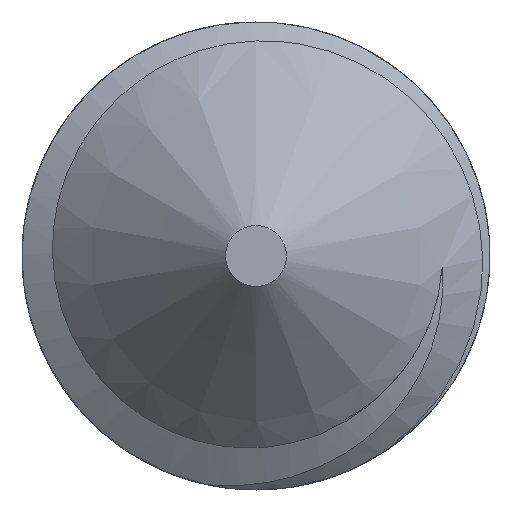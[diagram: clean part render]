
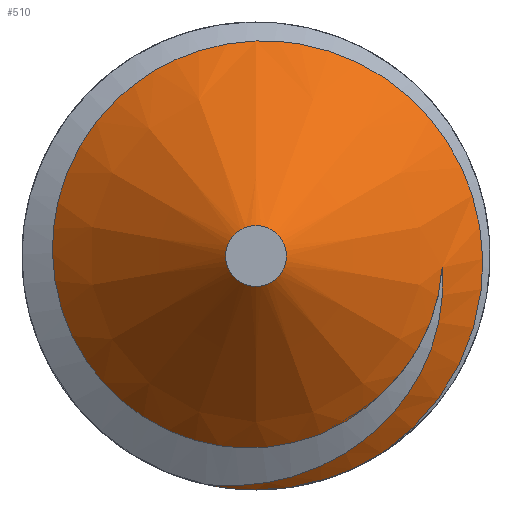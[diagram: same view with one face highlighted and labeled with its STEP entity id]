
A CAD part, left-side view. The second image highlights one B-rep face of the part: STEP entity #510.
In plain terms, the highlighted conical face has half-angle 45 degrees and reference radius 0.52 mm.
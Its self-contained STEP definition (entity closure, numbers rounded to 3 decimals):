
#50=CONICAL_SURFACE('',#570,0.52,0.785);
#67=FACE_OUTER_BOUND('',#101,.T.);
#101=EDGE_LOOP('',(#385,#386,#387,#388,#389,#390,#391,#392,#393));
#126=CIRCLE('',#556,4.);
#135=CIRCLE('',#569,4.);
#136=CIRCLE('',#571,0.52);
#137=CIRCLE('',#572,3.188);
#160=B_SPLINE_CURVE_WITH_KNOTS('',3,(#1311,#1312,#1313,#1314,#1315,#1316,
#1317,#1318,#1319,#1320,#1321,#1322,#1323,#1324,#1325,#1326,#1327,#1328),
 .UNSPECIFIED.,.F.,.F.,(4,2,2,2,2,2,2,2,4),(-5.719,-5.348,
-4.981,-4.387,-3.838,-3.354,
-2.911,-2.523,-2.365),.UNSPECIFIED.);
#161=B_SPLINE_CURVE_WITH_KNOTS('',3,(#1333,#1334,#1335,#1336,#1337,#1338,
#1339,#1340,#1341,#1342,#1343,#1344,#1345,#1346,#1347,#1348,#1349,#1350,
#1351,#1352,#1353,#1354,#1355,#1356,#1357,#1358),.UNSPECIFIED.,.F.,.F.,
(4,2,2,2,2,2,2,2,2,2,2,2,4),(-2.365,-2.334,-1.969,
-1.776,-1.439,-1.152,-0.896,
-0.678,-0.485,-0.321,-0.175,
-0.088,0.),.UNSPECIFIED.);
#162=B_SPLINE_CURVE_WITH_KNOTS('',3,(#1361,#1362,#1363,#1364,#1365,#1366,
#1367,#1368,#1369,#1370,#1371,#1372,#1373,#1374),.UNSPECIFIED.,.F.,.F.,
(4,2,2,2,2,2,4),(-0.4,-0.363,-0.325,
-0.246,-0.199,-0.112,0.),
 .UNSPECIFIED.);
#172=LINE('',#1330,#199);
#199=VECTOR('',#658,0.52);
#232=VERTEX_POINT('',#1157);
#234=VERTEX_POINT('',#1160);
#246=VERTEX_POINT('',#1299);
#247=VERTEX_POINT('',#1310);
#248=VERTEX_POINT('',#1329);
#249=VERTEX_POINT('',#1332);
#250=VERTEX_POINT('',#1359);
#283=EDGE_CURVE('',#234,#232,#126,.T.);
#299=EDGE_CURVE('',#232,#246,#135,.T.);
#300=EDGE_CURVE('',#246,#247,#160,.T.);
#301=EDGE_CURVE('',#247,#248,#172,.T.);
#302=EDGE_CURVE('',#248,#248,#136,.T.);
#303=EDGE_CURVE('',#247,#249,#161,.T.);
#304=EDGE_CURVE('',#249,#250,#137,.T.);
#305=EDGE_CURVE('',#250,#234,#162,.T.);
#385=ORIENTED_EDGE('',*,*,#300,.T.);
#386=ORIENTED_EDGE('',*,*,#301,.T.);
#387=ORIENTED_EDGE('',*,*,#302,.F.);
#388=ORIENTED_EDGE('',*,*,#301,.F.);
#389=ORIENTED_EDGE('',*,*,#303,.T.);
#390=ORIENTED_EDGE('',*,*,#304,.T.);
#391=ORIENTED_EDGE('',*,*,#305,.T.);
#392=ORIENTED_EDGE('',*,*,#283,.T.);
#393=ORIENTED_EDGE('',*,*,#299,.T.);
#510=ADVANCED_FACE('',(#67),#50,.T.);
#556=AXIS2_PLACEMENT_3D('',#1161,#627,#628);
#569=AXIS2_PLACEMENT_3D('',#1308,#654,#655);
#570=AXIS2_PLACEMENT_3D('',#1309,#656,#657);
#571=AXIS2_PLACEMENT_3D('',#1331,#659,#660);
#572=AXIS2_PLACEMENT_3D('',#1360,#661,#662);
#627=DIRECTION('center_axis',(0.,0.,-1.));
#628=DIRECTION('ref_axis',(-1.,0.,0.));
#654=DIRECTION('center_axis',(0.,0.,-1.));
#655=DIRECTION('ref_axis',(-1.,0.,0.));
#656=DIRECTION('center_axis',(0.,0.,1.));
#657=DIRECTION('ref_axis',(1.,0.,0.));
#658=DIRECTION('',(0.707,0.,-0.707));
#659=DIRECTION('center_axis',(0.,0.,-1.));
#660=DIRECTION('ref_axis',(-1.,0.,0.));
#661=DIRECTION('center_axis',(0.,0.,
-1.));
#662=DIRECTION('ref_axis',(0.062,-0.998,0.));
#1157=CARTESIAN_POINT('',(4.,0.,-2.52));
#1160=CARTESIAN_POINT('',(3.906,0.862,-2.52));
#1161=CARTESIAN_POINT('Origin',(0.,0.,-2.52));
#1299=CARTESIAN_POINT('',(3.372,-2.152,-2.52));
#1308=CARTESIAN_POINT('Origin',(0.,0.,-2.52));
#1309=CARTESIAN_POINT('Origin',(0.,0.,-6.));
#1310=CARTESIAN_POINT('',(-3.676,0.,-2.844));
#1311=CARTESIAN_POINT('Ctrl Pts',(3.372,-2.152,-2.52));
#1312=CARTESIAN_POINT('Ctrl Pts',(3.192,-2.414,-2.53));
#1313=CARTESIAN_POINT('Ctrl Pts',(2.983,-2.653,-2.54));
#1314=CARTESIAN_POINT('Ctrl Pts',(2.519,-3.072,-2.559));
#1315=CARTESIAN_POINT('Ctrl Pts',(2.265,-3.253,-2.569));
#1316=CARTESIAN_POINT('Ctrl Pts',(1.55,-3.641,-2.595));
#1317=CARTESIAN_POINT('Ctrl Pts',(1.067,-3.793,-2.612));
#1318=CARTESIAN_POINT('Ctrl Pts',(0.106,-3.903,-2.643));
#1319=CARTESIAN_POINT('Ctrl Pts',(-0.412,-3.88,
-2.658));
#1320=CARTESIAN_POINT('Ctrl Pts',(-1.418,-3.588,-2.693));
#1321=CARTESIAN_POINT('Ctrl Pts',(-1.858,-3.362,-2.71));
#1322=CARTESIAN_POINT('Ctrl Pts',(-2.597,-2.781,-2.741));
#1323=CARTESIAN_POINT('Ctrl Pts',(-2.941,-2.411,-2.757));
#1324=CARTESIAN_POINT('Ctrl Pts',(-3.44,-1.515,-2.792));
#1325=CARTESIAN_POINT('Ctrl Pts',(-3.59,-1.056,-2.808));
#1326=CARTESIAN_POINT('Ctrl Pts',(-3.673,-0.389,-2.831));
#1327=CARTESIAN_POINT('Ctrl Pts',(-3.682,-0.194,
-2.838));
#1328=CARTESIAN_POINT('Ctrl Pts',(-3.676,0.,
-2.844));
#1329=CARTESIAN_POINT('',(-0.52,0.,-6.));
#1330=CARTESIAN_POINT('',(-0.52,0.,-6.));
#1331=CARTESIAN_POINT('Origin',(0.,0.,-6.));
#1332=CARTESIAN_POINT('',(2.39,-2.11,-3.332));
#1333=CARTESIAN_POINT('Ctrl Pts',(-3.676,0.,
-2.844));
#1334=CARTESIAN_POINT('Ctrl Pts',(-3.675,0.039,
-2.845));
#1335=CARTESIAN_POINT('Ctrl Pts',(-3.673,0.078,
-2.847));
#1336=CARTESIAN_POINT('Ctrl Pts',(-3.641,0.565,-2.863));
#1337=CARTESIAN_POINT('Ctrl Pts',(-3.529,1.003,-2.879));
#1338=CARTESIAN_POINT('Ctrl Pts',(-3.24,1.625,-2.903));
#1339=CARTESIAN_POINT('Ctrl Pts',(-3.12,1.829,-2.911));
#1340=CARTESIAN_POINT('Ctrl Pts',(-2.736,2.354,-2.934));
#1341=CARTESIAN_POINT('Ctrl Pts',(-2.397,2.698,-2.95));
#1342=CARTESIAN_POINT('Ctrl Pts',(-1.559,3.205,-2.985));
#1343=CARTESIAN_POINT('Ctrl Pts',(-1.132,3.362,-3.001));
#1344=CARTESIAN_POINT('Ctrl Pts',(-0.29,3.499,-3.032));
#1345=CARTESIAN_POINT('Ctrl Pts',(0.18,3.506,-3.048));
#1346=CARTESIAN_POINT('Ctrl Pts',(1.107,3.283,-3.083));
#1347=CARTESIAN_POINT('Ctrl Pts',(1.509,3.101,-3.1));
#1348=CARTESIAN_POINT('Ctrl Pts',(2.184,2.622,-3.13));
#1349=CARTESIAN_POINT('Ctrl Pts',(2.514,2.306,-3.146));
#1350=CARTESIAN_POINT('Ctrl Pts',(3.003,1.52,-3.181));
#1351=CARTESIAN_POINT('Ctrl Pts',(3.157,1.12,-3.197));
#1352=CARTESIAN_POINT('Ctrl Pts',(3.297,0.329,-3.228));
#1353=CARTESIAN_POINT('Ctrl Pts',(3.31,-0.114,-3.244));
#1354=CARTESIAN_POINT('Ctrl Pts',(3.14,-0.873,-3.274));
#1355=CARTESIAN_POINT('Ctrl Pts',(3.038,-1.147,-3.286));
#1356=CARTESIAN_POINT('Ctrl Pts',(2.764,-1.661,-3.309));
#1357=CARTESIAN_POINT('Ctrl Pts',(2.591,-1.899,-3.321));
#1358=CARTESIAN_POINT('Ctrl Pts',(2.39,-2.11,-3.332));
#1359=CARTESIAN_POINT('',(0.198,-3.182,-3.332));
#1360=CARTESIAN_POINT('Origin',(0.,0.,
-3.332));
#1361=CARTESIAN_POINT('Ctrl Pts',(0.198,-3.182,-3.332));
#1362=CARTESIAN_POINT('Ctrl Pts',(0.442,-3.202,-3.297));
#1363=CARTESIAN_POINT('Ctrl Pts',(0.688,-3.194,-3.262));
#1364=CARTESIAN_POINT('Ctrl Pts',(1.176,-3.125,-3.191));
#1365=CARTESIAN_POINT('Ctrl Pts',(1.416,-3.062,-3.155));
#1366=CARTESIAN_POINT('Ctrl Pts',(2.133,-2.788,-3.048));
#1367=CARTESIAN_POINT('Ctrl Pts',(2.506,-2.515,-2.991));
#1368=CARTESIAN_POINT('Ctrl Pts',(2.962,-2.077,-2.91));
#1369=CARTESIAN_POINT('Ctrl Pts',(3.117,-1.896,-2.879));
#1370=CARTESIAN_POINT('Ctrl Pts',(3.502,-1.347,-2.792));
#1371=CARTESIAN_POINT('Ctrl Pts',(3.687,-0.951,-2.737));
#1372=CARTESIAN_POINT('Ctrl Pts',(3.942,0.006,-2.617));
#1373=CARTESIAN_POINT('Ctrl Pts',(3.942,0.495,-2.564));
#1374=CARTESIAN_POINT('Ctrl Pts',(3.906,0.862,-2.52));
